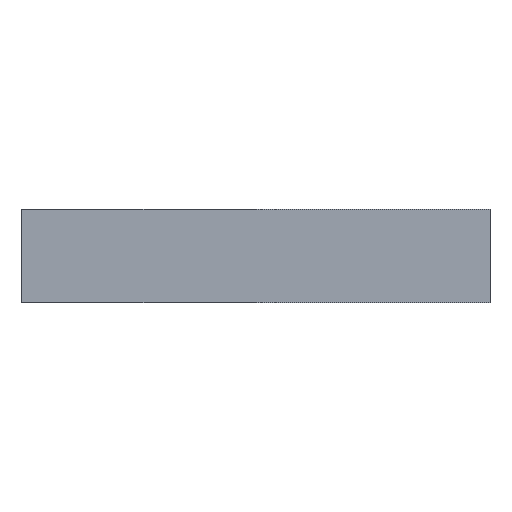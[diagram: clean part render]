
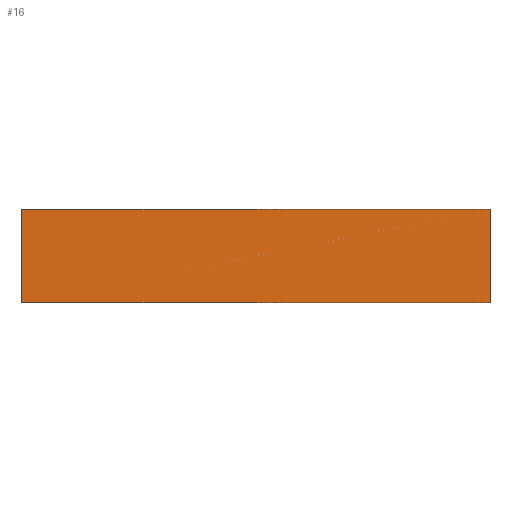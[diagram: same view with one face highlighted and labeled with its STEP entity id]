
A CAD part, front view. The second image highlights one B-rep face of the part: STEP entity #16.
In plain terms, the highlighted free-form (B-spline) face has degree [1, 1] with [2, 2] control points.
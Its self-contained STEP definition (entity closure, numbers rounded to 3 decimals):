
#16=ADVANCED_FACE('',(#28),#140,.T.);
#28=FACE_OUTER_BOUND('',#40,.T.);
#40=EDGE_LOOP('',(#52,#53,#54,#55));
#52=ORIENTED_EDGE('',*,*,#100,.T.);
#53=ORIENTED_EDGE('',*,*,#109,.T.);
#54=ORIENTED_EDGE('',*,*,#104,.F.);
#55=ORIENTED_EDGE('',*,*,#108,.F.);
#100=EDGE_CURVE('',#124,#125,#152,.T.);
#104=EDGE_CURVE('',#128,#129,#156,.T.);
#108=EDGE_CURVE('',#124,#128,#160,.T.);
#109=EDGE_CURVE('',#125,#129,#161,.T.);
#124=VERTEX_POINT('',#315);
#125=VERTEX_POINT('',#316);
#128=VERTEX_POINT('',#319);
#129=VERTEX_POINT('',#320);
#140=B_SPLINE_SURFACE_WITH_KNOTS('',1,1,((#291,#292),(#293,#294)),.UNSPECIFIED.,
.F.,.F.,.F.,(2,2),(2,2),(0.,1000.),(0.,200.),.UNSPECIFIED.);
#152=B_SPLINE_CURVE_WITH_KNOTS('',1,(#267,#268),.UNSPECIFIED.,.F.,.F.,(2,
2),(0.,1000.),.UNSPECIFIED.);
#156=B_SPLINE_CURVE_WITH_KNOTS('',1,(#275,#276),.UNSPECIFIED.,.F.,.F.,(2,
2),(0.,1000.),.UNSPECIFIED.);
#160=B_SPLINE_CURVE_WITH_KNOTS('',1,(#283,#284),.UNSPECIFIED.,.F.,.F.,(2,
2),(0.,200.),.UNSPECIFIED.);
#161=B_SPLINE_CURVE_WITH_KNOTS('',1,(#285,#286),.UNSPECIFIED.,.F.,.F.,(2,
2),(0.,200.),.UNSPECIFIED.);
#267=CARTESIAN_POINT('',(0.,-600.,-100.));
#268=CARTESIAN_POINT('',(1000.,-600.,-100.));
#275=CARTESIAN_POINT('',(0.,-600.,100.));
#276=CARTESIAN_POINT('',(1000.,-600.,100.));
#283=CARTESIAN_POINT('',(0.,-600.,-100.));
#284=CARTESIAN_POINT('',(0.,-600.,100.));
#285=CARTESIAN_POINT('',(1000.,-600.,-100.));
#286=CARTESIAN_POINT('',(1000.,-600.,100.));
#291=CARTESIAN_POINT('',(0.,-600.,-100.));
#292=CARTESIAN_POINT('',(0.,-600.,100.));
#293=CARTESIAN_POINT('',(1000.,-600.,-100.));
#294=CARTESIAN_POINT('',(1000.,-600.,100.));
#315=CARTESIAN_POINT('',(0.,-600.,-100.));
#316=CARTESIAN_POINT('',(1000.,-600.,-100.));
#319=CARTESIAN_POINT('',(0.,-600.,100.));
#320=CARTESIAN_POINT('',(1000.,-600.,100.));
